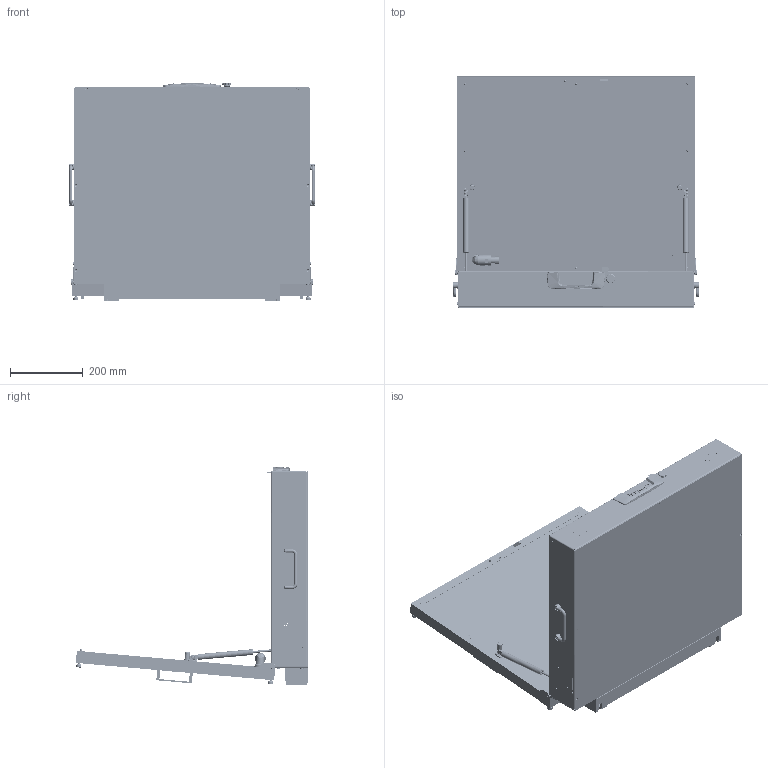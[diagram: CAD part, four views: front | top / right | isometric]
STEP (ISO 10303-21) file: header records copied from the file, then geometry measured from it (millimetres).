
FILE_DESCRIPTION (( 'STEP AP214' ), '1' );
FILE_NAME ('INGUN_114645_open.STEP', '2025-07-28T13:38:41', ( '' ), ( '' ), 'SwSTEP 2.0', 'SolidWorks 2023', '' );
FILE_SCHEMA (( 'AUTOMOTIVE_DESIGN' ));
Length unit declared in the file: millimetre
Products named in the file (79): 112034~0_S; DIN125~n_04,3 M04,0 VA; 11683~0; 112035~2; DIN_6799_-_A2~n_d 5; 112026~0_Mitte<S>; 8078~0_ausgefahren<Standard>; 115768~1_S; 113760~4_S; DIN913~n_M03,0x06 VA; 116284~0_S; DIN7991~n_M03,0x006; 113759~2_S; DIN7991~n_M04,0x012; 113758~2_S; 114607~0_S; 11655~0; 2229~6; 112132~0_S; INGUN_114645_open; ASR~asr_Øi05,2x03xØa10; 107216_einteilig~2_KUNDE<S>; 8078_1~0; 116282~0_S; 113700~4_S; 109715~1_S; INFO_4562~3_Typenschild 1010; Gewindebuchse~n_M04-07,5 offen; 1607~1; 45545~0_S; 105791~0; 116542~2_S; ISO7380~n_M04,0x008; DIN125~n_05,3 M05,0 Fase VA; 8078~0_flexibel <Standard>; 5332~0; DIN7~n_04,0m6x006; 114196_004~0_S; DIN988~n_06x12x0,1; 32171~1_S ...
Assembly tree (176 placements, depth 5):
  INGUN_114645_open
    113700~4_S
      113701~2_S
      32171~1_S
      112992~2_S  x2
      49317~0  x2
      114196~0  x2
        114196_001~0
        114196_002~0
        114196_003~0
        114196_004~0_S
      DIN912~n_M04,0x016
      112024~0_S
      112025~4_S
      DIN125~n_04,3 M04,0 VA
      DIN985-A2~n_M04,0
      112026~0_Mitte<S>
      ISO7380~n_M03,0x005
      114364~0_S
      DIN934~n_M04,0 A2
      116832~0_S
        116542~2_S
        DIN913~n_M03,0x06 VA
        114364~0_S
    113757~6_KUNDE<S>
      115768~1_S
        113758~2_S
        Gewindebuchse~n_M04-07,5 offen  x4
        Gewindebuchse~n_M04-05,0 geschlossen  x7
      113759~2_S
      113760~4_S
      107216~2_KUNDE<S>
        107216_einteilig~2_KUNDE<S>
      105791~0  x4
      ASR~asr_Øi05,2x03xØa10  x12
      112838~2_S  x4
      116128~1_S  x2
      116281~0_S  x2
        116282~0_S
          116283~0_S
          DIN125~n_05,3 M05,0 Fase VA
          116284~0_S
        49317~0
        ISO7380~n_M04,0x006
      DIN7~n_04,0m6x006  x2
      42751~1_S
      1607~1  x2
      ISO7380~n_M04,0x012  x4
      19420~3
      11657~0
      11655~0
      11683~0
      ISO7380~n_M03,0x006  x8
      DIN985-A2~n_M04,0  x2
      DIN_6799_-_A2~n_d 5  x4
      2196~7  x2
      DIN7991~n_M04,0x012  x2
      2229~6  x2
      5332~0  x2
      INFO_4562~3_Typenschild 1010
Bounding box: 674 x 637.31 x 598.1 mm (x, y, z)
Volume: 7848103.2 mm3; surface area: 3430938.7 mm2
Topology: 175 solids, 175 shells, 9194 faces, 21815 edges, 13298 vertices
Faces by surface type: plane 3235, cylinder 2838, bspline 2389, cone 558, torus 166, sphere 8
Entity records: 235418 total; most frequent: CARTESIAN_POINT 121809, ORIENTED_EDGE 25578, DIRECTION 17181, EDGE_CURVE 12789, VERTEX_POINT 7607, AXIS2_PLACEMENT_3D 6423, EDGE_LOOP 6118, ADVANCED_FACE 5540
